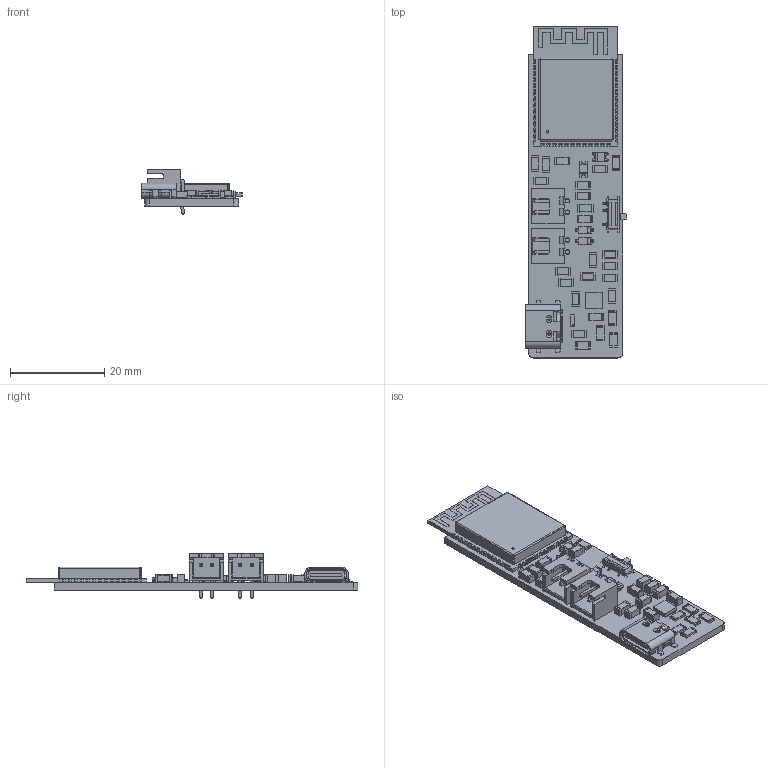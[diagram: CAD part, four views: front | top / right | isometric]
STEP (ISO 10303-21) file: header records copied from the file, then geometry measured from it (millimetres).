
FILE_DESCRIPTION(('KiCad electronic assembly'),'2;1');
FILE_NAME('cadence sensor - KiCAD export.step','2024-09-27T13:36:32',( 'Pcbnew'),('Kicad'),'Open CASCADE STEP processor 7.8', 'KiCad to STEP converter','Unknown');
FILE_SCHEMA(('AUTOMOTIVE_DESIGN { 1 0 10303 214 1 1 1 1 }'));
Length unit declared in the file: millimetre
Products named in the file (24): cadence sensor - KiCAD export 1; D_1206_3216Metric; D_1206; R_1206_3216Metric; L_1206_3216Metric; C_1206_3216Metric; SW_SPDT_PCM12; Fusion_sp; D_SOD-123; D_SOD_123; JST_XH_S2B-XH-A-1_1x02_P2.50mm_Horizontal_noback; JST_XH_S2B-XH-A-1_1x02_P2.50mm_Horizontal_step; USB_type_C_smd; ESP32-S3-WROOM-1-N4; ESP32-S3-WROOM-1-N8R2; RGR0020A; RGR0020A_ASM; USON-10_2.5x1.0mm_P0.5mm; USON_10_25x10mm_Pitch05mm; cadence sensor_PCB
Assembly tree (48 placements, depth 3):
  cadence sensor - KiCAD export 1
    D_1206_3216Metric  x2
      D_1206
    R_1206_3216Metric  x10
      R_1206_3216Metric
    L_1206_3216Metric  x2
      L_1206_3216Metric
    C_1206_3216Metric  x13
      C_1206_3216Metric
    SW_SPDT_PCM12
      Fusion_sp
    D_SOD-123  x2
      D_SOD_123
    JST_XH_S2B-XH-A-1_1x02_P2.50mm_Horizontal_noback  x2
      JST_XH_S2B-XH-A-1_1x02_P2.50mm_Horizontal_step
    USB_type_C_smd
      USB_type_C_smd
    ESP32-S3-WROOM-1-N4
      ESP32-S3-WROOM-1-N8R2
    RGR0020A
      RGR0020A_ASM
    USON-10_2.5x1.0mm_P0.5mm
      USON_10_25x10mm_Pitch05mm
    cadence sensor_PCB
Bounding box: 21.39 x 70.54 x 9.5 mm (x, y, z)
Volume: 3157 mm3; surface area: 7409.6 mm2
Topology: 150 solids, 150 shells, 3163 faces, 8008 edges, 5184 vertices
Faces by surface type: plane 2380, cylinder 671, bspline 52, sphere 24, torus 18, revolution 16, cone 2
Full cylindrical faces by diameter (mm): 0.2 x13, 0.65 x4, 0.7 x2, 0.8 x2, 1 x4
Entity records: 78650 total; most frequent: CARTESIAN_POINT 12478, ORIENTED_EDGE 11794, DIRECTION 11389, EDGE_CURVE 5897, LINE 5011, VECTOR 5011, VERTEX_POINT 3820, AXIS2_PLACEMENT_3D 3181
